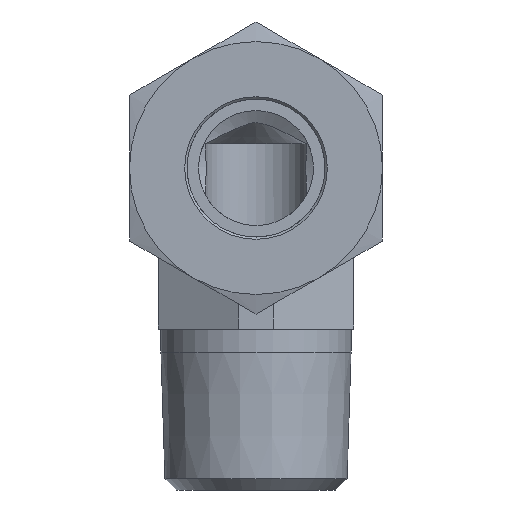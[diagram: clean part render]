
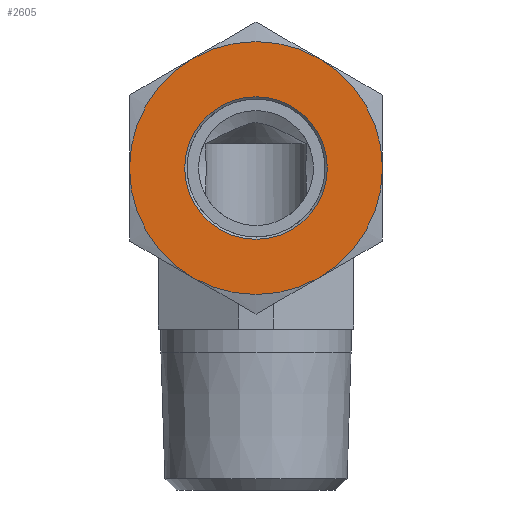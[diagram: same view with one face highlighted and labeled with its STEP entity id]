
A CAD part, front view. The second image highlights one B-rep face of the part: STEP entity #2605.
In plain terms, the highlighted face is planar.
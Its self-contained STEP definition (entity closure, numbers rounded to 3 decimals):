
#2509=CARTESIAN_POINT('',(6.2,0.,15.5));
#2510=VERTEX_POINT('',#2509);
#2511=CARTESIAN_POINT('',(0.0,0.0,15.5));
#2512=DIRECTION('',(0.0,0.0,1.0));
#2513=DIRECTION('',(-1.0,0.0,0.0));
#2514=AXIS2_PLACEMENT_3D('',#2511,#2512,#2513);
#2515=CIRCLE('',#2514,6.2);
#2516=EDGE_CURVE('',#2510,#2510,#2515,.T.);
#2541=CARTESIAN_POINT('',(0.,0.0,15.5));
#2542=DIRECTION('',(0.0,0.0,1.0));
#2543=DIRECTION('',(1.0,0.0,0.0));
#2544=AXIS2_PLACEMENT_3D('',#2541,#2542,#2543);
#2545=PLANE('',#2544);
#2546=CARTESIAN_POINT('',(-5.5,-9.526,15.5));
#2547=VERTEX_POINT('',#2546);
#2548=CARTESIAN_POINT('',(5.5,-9.526,15.5));
#2549=VERTEX_POINT('',#2548);
#2550=CARTESIAN_POINT('',(0.0,0.0,15.5));
#2551=DIRECTION('',(0.0,0.0,1.0));
#2552=DIRECTION('',(-0.5,-0.866,0.0));
#2553=AXIS2_PLACEMENT_3D('',#2550,#2551,#2552);
#2554=CIRCLE('',#2553,11.);
#2555=EDGE_CURVE('',#2547,#2549,#2554,.T.);
#2556=ORIENTED_EDGE('',*,*,#2555,.T.);
#2557=CARTESIAN_POINT('',(11.,0.,15.5));
#2558=VERTEX_POINT('',#2557);
#2559=CARTESIAN_POINT('',(0.0,0.0,15.5));
#2560=DIRECTION('',(0.0,0.0,1.0));
#2561=DIRECTION('',(-0.5,-0.866,0.0));
#2562=AXIS2_PLACEMENT_3D('',#2559,#2560,#2561);
#2563=CIRCLE('',#2562,11.);
#2564=EDGE_CURVE('',#2549,#2558,#2563,.T.);
#2565=ORIENTED_EDGE('',*,*,#2564,.T.);
#2566=CARTESIAN_POINT('',(5.5,9.526,15.5));
#2567=VERTEX_POINT('',#2566);
#2568=CARTESIAN_POINT('',(0.0,0.0,15.5));
#2569=DIRECTION('',(0.0,0.0,1.0));
#2570=DIRECTION('',(-0.5,-0.866,0.0));
#2571=AXIS2_PLACEMENT_3D('',#2568,#2569,#2570);
#2572=CIRCLE('',#2571,11.);
#2573=EDGE_CURVE('',#2558,#2567,#2572,.T.);
#2574=ORIENTED_EDGE('',*,*,#2573,.T.);
#2575=CARTESIAN_POINT('',(-5.5,9.526,15.5));
#2576=VERTEX_POINT('',#2575);
#2577=CARTESIAN_POINT('',(0.0,0.0,15.5));
#2578=DIRECTION('',(0.0,0.0,1.0));
#2579=DIRECTION('',(-0.5,-0.866,0.0));
#2580=AXIS2_PLACEMENT_3D('',#2577,#2578,#2579);
#2581=CIRCLE('',#2580,11.);
#2582=EDGE_CURVE('',#2567,#2576,#2581,.T.);
#2583=ORIENTED_EDGE('',*,*,#2582,.T.);
#2584=CARTESIAN_POINT('',(-11.0,0.0,15.5));
#2585=VERTEX_POINT('',#2584);
#2586=CARTESIAN_POINT('',(0.0,0.0,15.5));
#2587=DIRECTION('',(0.0,0.0,1.0));
#2588=DIRECTION('',(-0.5,-0.866,0.0));
#2589=AXIS2_PLACEMENT_3D('',#2586,#2587,#2588);
#2590=CIRCLE('',#2589,11.);
#2591=EDGE_CURVE('',#2576,#2585,#2590,.T.);
#2592=ORIENTED_EDGE('',*,*,#2591,.T.);
#2593=CARTESIAN_POINT('',(0.0,0.0,15.5));
#2594=DIRECTION('',(0.0,0.0,1.0));
#2595=DIRECTION('',(-0.5,-0.866,0.0));
#2596=AXIS2_PLACEMENT_3D('',#2593,#2594,#2595);
#2597=CIRCLE('',#2596,11.);
#2598=EDGE_CURVE('',#2585,#2547,#2597,.T.);
#2599=ORIENTED_EDGE('',*,*,#2598,.T.);
#2600=EDGE_LOOP('',(#2556,#2565,#2574,#2583,#2592,#2599));
#2601=FACE_OUTER_BOUND('',#2600,.T.);
#2602=ORIENTED_EDGE('',*,*,#2516,.F.);
#2603=EDGE_LOOP('',(#2602));
#2604=FACE_BOUND('',#2603,.T.);
#2605=ADVANCED_FACE('',(#2601,#2604),#2545,.T.);
